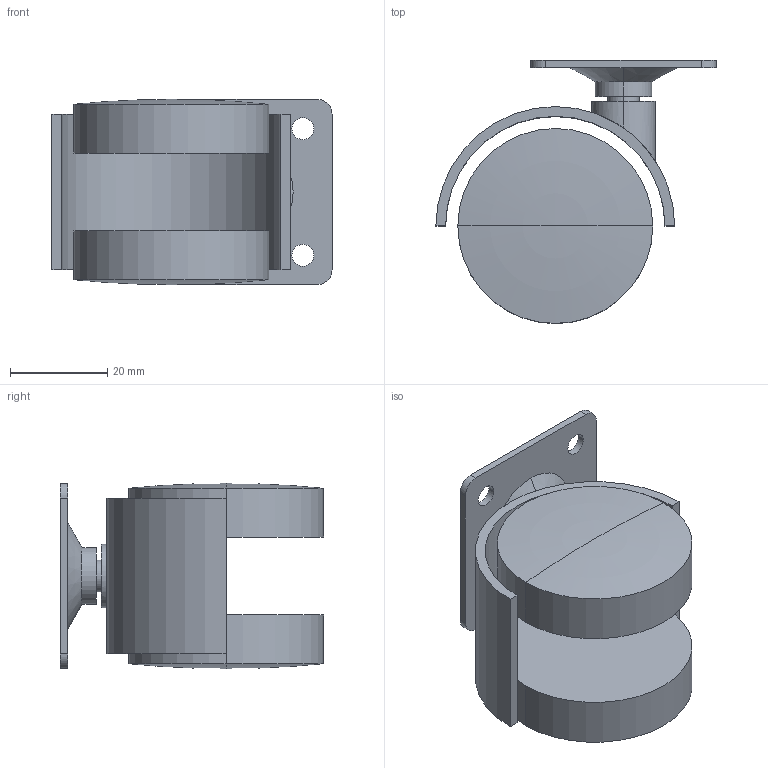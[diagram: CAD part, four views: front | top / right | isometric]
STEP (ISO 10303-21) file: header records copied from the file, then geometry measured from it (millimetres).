
FILE_DESCRIPTION (( 'STEP AP214' ), '1' );
FILE_NAME ('F000848_3D.step', '2022-11-21T18:08:10', ( '' ), ( '' ), 'SwSTEP 2.0', 'SolidWorks 2020', '' );
FILE_SCHEMA (( 'AUTOMOTIVE_DESIGN' ));
Length unit declared in the file: millimetre
Products named in the file (1): F000848_3D
Bounding box: 57.5 x 54 x 38 mm (x, y, z)
Volume: 35025.5 mm3; surface area: 16170.8 mm2
Topology: 4 solids, 4 shells, 47 faces, 102 edges, 66 vertices
Faces by surface type: cylinder 24, plane 17, torus 4, cone 2
Entity records: 1985 total; most frequent: CARTESIAN_POINT 307, DIRECTION 252, ORIENTED_EDGE 204, AXIS2_PLACEMENT_3D 104, EDGE_CURVE 102, VERTEX_POINT 66, EDGE_LOOP 58, CIRCLE 56
